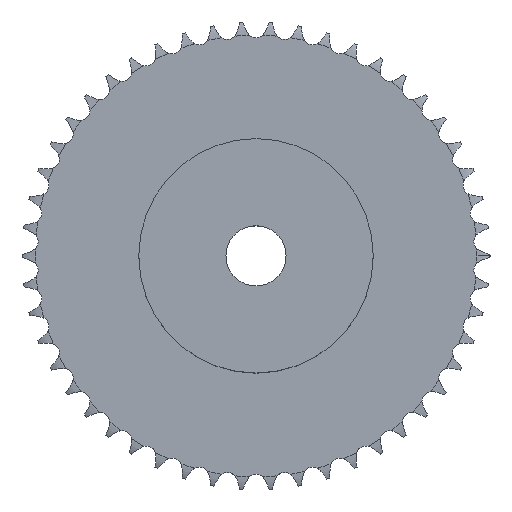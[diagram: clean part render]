
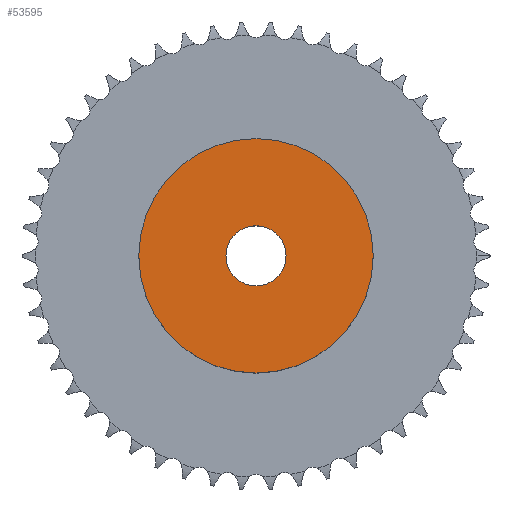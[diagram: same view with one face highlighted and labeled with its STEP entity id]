
A CAD part, top view. The second image highlights one B-rep face of the part: STEP entity #53595.
In plain terms, the highlighted planar face has unit normal (0, 0, 1).
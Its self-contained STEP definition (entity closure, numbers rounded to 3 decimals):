
#5880 = CYLINDRICAL_SURFACE('',#5881,39.);
#5881 = AXIS2_PLACEMENT_3D('',#5882,#5883,#5884);
#5882 = CARTESIAN_POINT('',(0.,0.,0.));
#5883 = DIRECTION('',(-0.,-0.,-1.));
#5884 = DIRECTION('',(1.,0.,0.));
#33634 = VERTEX_POINT('',#33635);
#33635 = CARTESIAN_POINT('',(39.,0.,35.));
#33656 = EDGE_CURVE('',#33634,#33634,#33657,.T.);
#33657 = SURFACE_CURVE('',#33658,(#33663,#33670),.PCURVE_S1.);
#33658 = CIRCLE('',#33659,39.);
#33659 = AXIS2_PLACEMENT_3D('',#33660,#33661,#33662);
#33660 = CARTESIAN_POINT('',(0.,0.,35.));
#33661 = DIRECTION('',(0.,0.,1.));
#33662 = DIRECTION('',(1.,0.,0.));
#33663 = PCURVE('',#5880,#33664);
#33664 = DEFINITIONAL_REPRESENTATION('',(#33665),#33669);
#33665 = LINE('',#33666,#33667);
#33666 = CARTESIAN_POINT('',(-0.,-35.));
#33667 = VECTOR('',#33668,1.);
#33668 = DIRECTION('',(-1.,0.));
#33669 = ( GEOMETRIC_REPRESENTATION_CONTEXT(2) 
PARAMETRIC_REPRESENTATION_CONTEXT() REPRESENTATION_CONTEXT('2D SPACE',''
  ) );
#33670 = PCURVE('',#33671,#33676);
#33671 = PLANE('',#33672);
#33672 = AXIS2_PLACEMENT_3D('',#33673,#33674,#33675);
#33673 = CARTESIAN_POINT('',(0.,0.,35.)
  );
#33674 = DIRECTION('',(0.,0.,1.));
#33675 = DIRECTION('',(1.,0.,0.));
#33676 = DEFINITIONAL_REPRESENTATION('',(#33677),#33681);
#33677 = CIRCLE('',#33678,39.);
#33678 = AXIS2_PLACEMENT_2D('',#33679,#33680);
#33679 = CARTESIAN_POINT('',(0.,0.));
#33680 = DIRECTION('',(1.,0.));
#33681 = ( GEOMETRIC_REPRESENTATION_CONTEXT(2) 
PARAMETRIC_REPRESENTATION_CONTEXT() REPRESENTATION_CONTEXT('2D SPACE',''
  ) );
#45276 = CYLINDRICAL_SURFACE('',#45277,10.);
#45277 = AXIS2_PLACEMENT_3D('',#45278,#45279,#45280);
#45278 = CARTESIAN_POINT('',(0.,0.,232.976));
#45279 = DIRECTION('',(0.,0.,1.));
#45280 = DIRECTION('',(1.,0.,0.));
#53595 = ADVANCED_FACE('',(#53596,#53599),#33671,.T.);
#53596 = FACE_BOUND('',#53597,.T.);
#53597 = EDGE_LOOP('',(#53598));
#53598 = ORIENTED_EDGE('',*,*,#33656,.T.);
#53599 = FACE_BOUND('',#53600,.T.);
#53600 = EDGE_LOOP('',(#53601));
#53601 = ORIENTED_EDGE('',*,*,#53602,.F.);
#53602 = EDGE_CURVE('',#53603,#53603,#53605,.T.);
#53603 = VERTEX_POINT('',#53604);
#53604 = CARTESIAN_POINT('',(10.,0.,35.));
#53605 = SURFACE_CURVE('',#53606,(#53611,#53618),.PCURVE_S1.);
#53606 = CIRCLE('',#53607,10.);
#53607 = AXIS2_PLACEMENT_3D('',#53608,#53609,#53610);
#53608 = CARTESIAN_POINT('',(0.,0.,35.));
#53609 = DIRECTION('',(0.,0.,1.));
#53610 = DIRECTION('',(1.,0.,0.));
#53611 = PCURVE('',#33671,#53612);
#53612 = DEFINITIONAL_REPRESENTATION('',(#53613),#53617);
#53613 = CIRCLE('',#53614,10.);
#53614 = AXIS2_PLACEMENT_2D('',#53615,#53616);
#53615 = CARTESIAN_POINT('',(0.,0.));
#53616 = DIRECTION('',(1.,0.));
#53617 = ( GEOMETRIC_REPRESENTATION_CONTEXT(2) 
PARAMETRIC_REPRESENTATION_CONTEXT() REPRESENTATION_CONTEXT('2D SPACE',''
  ) );
#53618 = PCURVE('',#45276,#53619);
#53619 = DEFINITIONAL_REPRESENTATION('',(#53620),#53624);
#53620 = LINE('',#53621,#53622);
#53621 = CARTESIAN_POINT('',(0.,-197.976));
#53622 = VECTOR('',#53623,1.);
#53623 = DIRECTION('',(1.,0.));
#53624 = ( GEOMETRIC_REPRESENTATION_CONTEXT(2) 
PARAMETRIC_REPRESENTATION_CONTEXT() REPRESENTATION_CONTEXT('2D SPACE',''
  ) );
